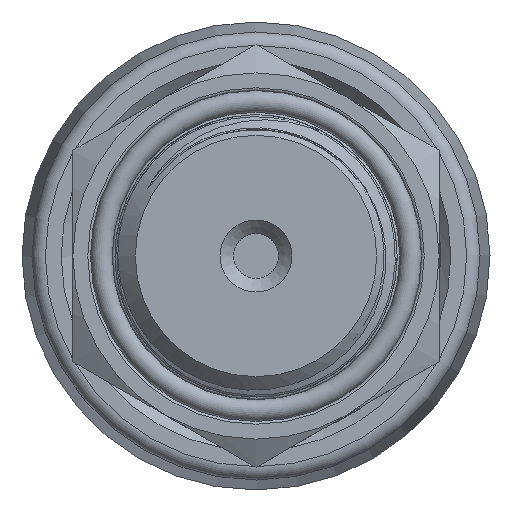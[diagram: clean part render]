
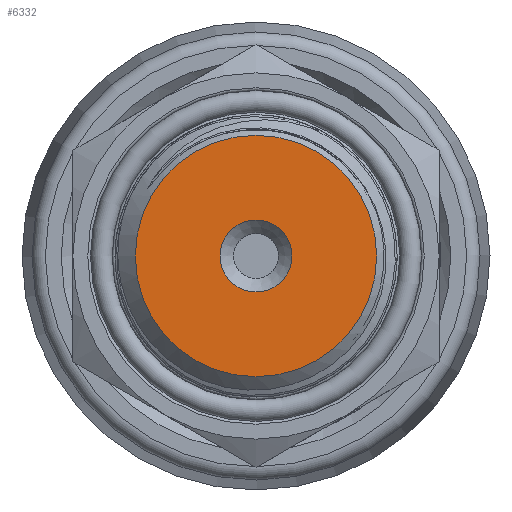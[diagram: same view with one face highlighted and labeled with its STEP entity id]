
A CAD part, left-side view. The second image highlights one B-rep face of the part: STEP entity #6332.
In plain terms, the highlighted face is planar.
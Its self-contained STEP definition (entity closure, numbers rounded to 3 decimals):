
#826=FACE_BOUND('',#2322,.T.);
#1568=PLANE('',#6634);
#1927=FACE_OUTER_BOUND('',#2321,.T.);
#2321=EDGE_LOOP('',(#5945));
#2322=EDGE_LOOP('',(#5946));
#2430=CIRCLE('',#6571,8.9);
#2464=CIRCLE('',#6635,2.65);
#3057=VERTEX_POINT('',#16733);
#3097=VERTEX_POINT('',#21106);
#3971=EDGE_CURVE('',#3057,#3057,#2430,.T.);
#4050=EDGE_CURVE('',#3097,#3097,#2464,.T.);
#5945=ORIENTED_EDGE('',*,*,#3971,.T.);
#5946=ORIENTED_EDGE('',*,*,#4050,.F.);
#6332=ADVANCED_FACE('',(#1927,#826),#1568,.T.);
#6571=AXIS2_PLACEMENT_3D('',#16735,#7299,#7300);
#6634=AXIS2_PLACEMENT_3D('',#21105,#7436,#7437);
#6635=AXIS2_PLACEMENT_3D('',#21107,#7438,#7439);
#7299=DIRECTION('center_axis',(1.,0.,0.));
#7300=DIRECTION('ref_axis',(0.,1.,0.));
#7436=DIRECTION('center_axis',(1.,0.,0.));
#7437=DIRECTION('ref_axis',(0.,0.,-1.));
#7438=DIRECTION('center_axis',(1.,0.,0.));
#7439=DIRECTION('ref_axis',(0.,0.,-1.));
#16733=CARTESIAN_POINT('',(0.,-8.9,0.));
#16735=CARTESIAN_POINT('Origin',(0.,0.,0.));
#21105=CARTESIAN_POINT('Origin',(0.,2.65,0.));
#21106=CARTESIAN_POINT('',(0.,-2.65,0.));
#21107=CARTESIAN_POINT('Origin',(0.,0.,
0.));
